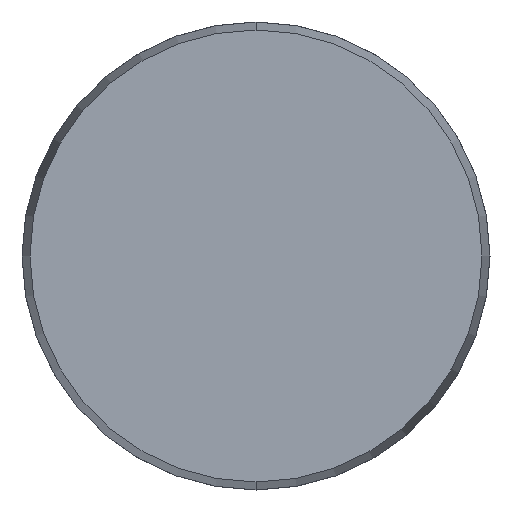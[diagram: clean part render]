
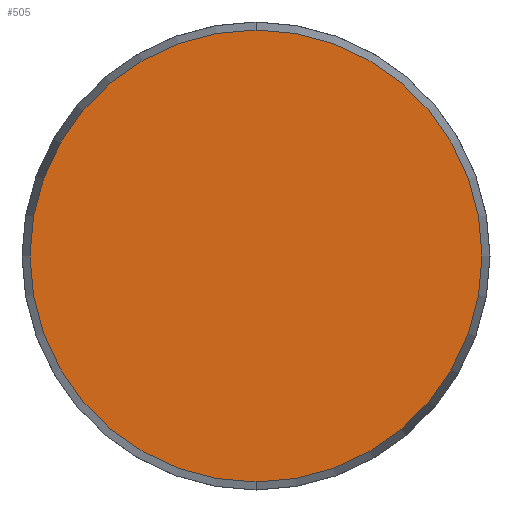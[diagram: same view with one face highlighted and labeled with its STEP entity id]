
A CAD part, front view. The second image highlights one B-rep face of the part: STEP entity #505.
In plain terms, the highlighted planar face has unit normal (0, -1, 0).
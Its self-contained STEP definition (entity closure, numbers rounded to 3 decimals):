
#40 = CIRCLE ( 'NONE', #202, 24.143 ) ;
#56 = FACE_OUTER_BOUND ( 'NONE', #901, .T. ) ;
#155 = DIRECTION ( 'NONE',  ( 0., -1., 0. ) ) ;
#170 = AXIS2_PLACEMENT_3D ( 'NONE', #698, #1009, #302 ) ;
#202 = AXIS2_PLACEMENT_3D ( 'NONE', #953, #155, #802 ) ;
#302 = DIRECTION ( 'NONE',  ( 0., 0., 1. ) ) ;
#316 = CIRCLE ( 'NONE', #523, 24.143 ) ;
#383 = PLANE ( 'NONE',  #170 ) ;
#437 = CARTESIAN_POINT ( 'NONE',  ( 0., 0., 24.143 ) ) ;
#494 = ORIENTED_EDGE ( 'NONE', *, *, #681, .T. ) ;
#501 = VERTEX_POINT ( 'NONE', #1021 ) ;
#505 = ADVANCED_FACE ( 'NONE', ( #56 ), #383, .F. ) ;
#523 = AXIS2_PLACEMENT_3D ( 'NONE', #867, #1027, #1019 ) ;
#681 = EDGE_CURVE ( 'NONE', #1015, #501, #316, .T. ) ;
#698 = CARTESIAN_POINT ( 'NONE',  ( -24.143, 0., 0. ) ) ;
#712 = EDGE_CURVE ( 'NONE', #501, #1015, #40, .T. ) ;
#802 = DIRECTION ( 'NONE',  ( 0., 0., -1. ) ) ;
#867 = CARTESIAN_POINT ( 'NONE',  ( 0., 0., 0. ) ) ;
#901 = EDGE_LOOP ( 'NONE', ( #494, #978 ) ) ;
#953 = CARTESIAN_POINT ( 'NONE',  ( 0., 0., 0. ) ) ;
#978 = ORIENTED_EDGE ( 'NONE', *, *, #712, .T. ) ;
#1009 = DIRECTION ( 'NONE',  ( 0., 1., 0. ) ) ;
#1015 = VERTEX_POINT ( 'NONE', #437 ) ;
#1019 = DIRECTION ( 'NONE',  ( 0., 0., -1. ) ) ;
#1021 = CARTESIAN_POINT ( 'NONE',  ( 0., 0., -24.143 ) ) ;
#1027 = DIRECTION ( 'NONE',  ( 0., -1., 0. ) ) ;
